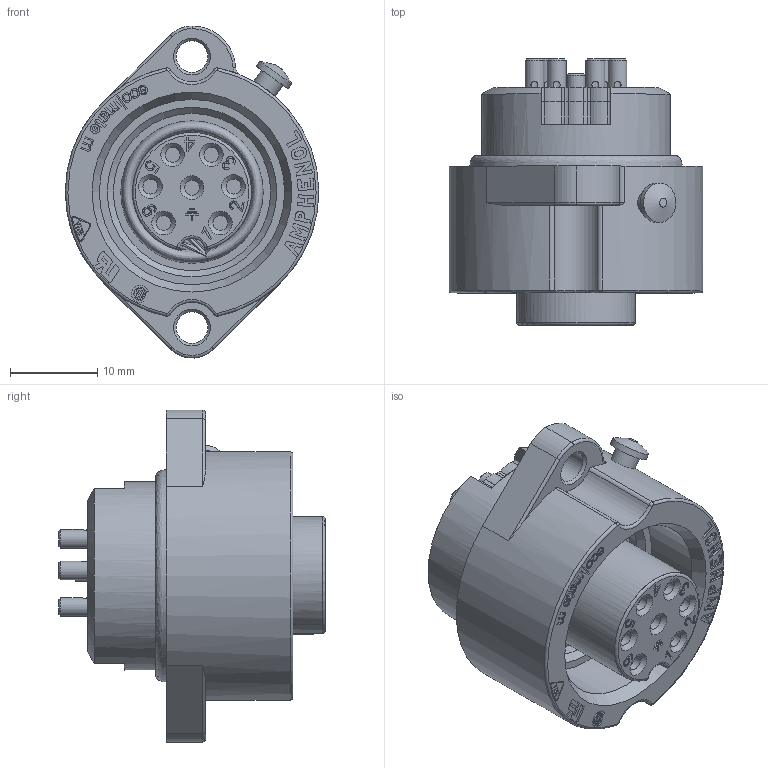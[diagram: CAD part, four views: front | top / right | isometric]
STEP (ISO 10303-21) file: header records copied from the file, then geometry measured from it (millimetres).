
FILE_DESCRIPTION(/* description */ (''),/* implementation_level */ '2;1');
FILE_NAME(/* name */ 'c016 30g006 800 12nxc001-01.stp',/* time_stamp */ '2021-11-22T14:07:00+01:00',/* author */ (''),/* organization */ (''),/* preprocessor_version */ 'ST-DEVELOPER v16.7',/* originating_system */ 'SIEMENS PLM Software NX 12.0',/* authorisation */ '');
FILE_SCHEMA (('AUTOMOTIVE_DESIGN { 1 0 10303 214 3 1 1 1 }'));
Length unit declared in the file: millimetre
Products named in the file (7): org 20_5x1_8nxm001-01; n 02 015 0008nxm001-04; org 12_0x2_0nxm001-01; t 3105 006 9nxm001-04; C016 G20 041 E10-11; c016 30g006 800 12nxm001-01; c016 30g006 800 12nxc001-01
Assembly tree (12 placements, depth 3):
  c016 30g006 800 12nxc001-01
    c016 30g006 800 12nxm001-01
      C016 G20 041 E10-11
      t 3105 006 9nxm001-04
      org 12_0x2_0nxm001-01
      n 02 015 0008nxm001-04  x7
      org 20_5x1_8nxm001-01
Bounding box: 29 x 30.5 x 37.99 mm (x, y, z)
Volume: 22859.3 mm3; surface area: 20084.2 mm2
Topology: 12 solids, 12 shells, 2171 faces, 5778 edges, 3805 vertices
Faces by surface type: plane 1367, cylinder 569, cone 116, extrusion 47, bspline 35, torus 29, sphere 4, revolution 4
Full cylindrical faces by diameter (mm): 0.8 x13, 1.6 x14, 1.7 x14, 1.9 x1, 2 x1, 2.15 x14, 2.2 x7, 2.52 x7, 2.75 x7, 2.85 x7, 2.95 x7, 3 x2, 3.25 x7, 3.45 x6, 3.6 x4, 4 x2, 4.5 x2, 4.6 x2, 4.7 x1, 13.6 x1, 18 x2, 21.2 x2, 21.6 x2, 25.7 x2
Entity records: 65077 total; most frequent: CARTESIAN_POINT 14069, ORIENTED_EDGE 10334, DIRECTION 9896, EDGE_CURVE 5167, VECTOR 3586, LINE 3539, VERTEX_POINT 3504, AXIS2_PLACEMENT_3D 3153
